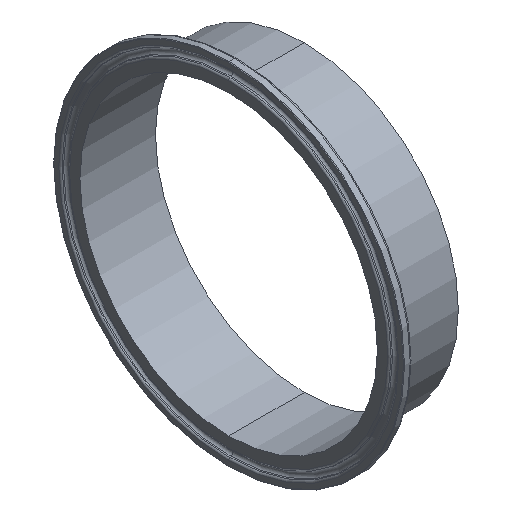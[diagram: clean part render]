
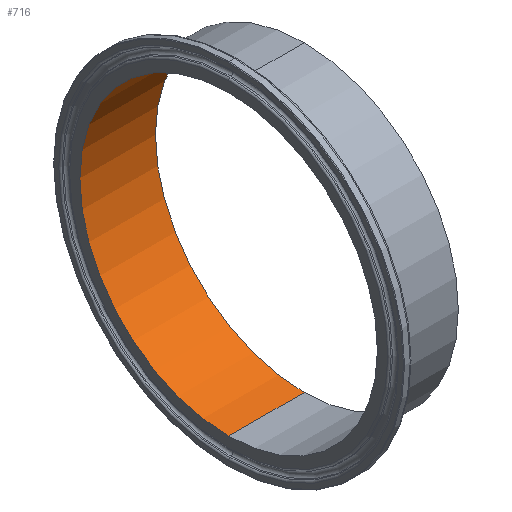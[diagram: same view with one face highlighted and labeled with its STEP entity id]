
A CAD part, isometric view. The second image highlights one B-rep face of the part: STEP entity #716.
In plain terms, the highlighted cylindrical face has radius 55.15 mm (diameter 110.3 mm), a partial arc.
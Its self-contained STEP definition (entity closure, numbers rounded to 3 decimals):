
#3 = CARTESIAN_POINT ( 'NONE',  ( 0., 0., -55.15 ) ) ;
#4 = CIRCLE ( 'NONE', #267, 55.15 ) ;
#45 = CYLINDRICAL_SURFACE ( 'NONE', #257, 55.15 ) ;
#47 = EDGE_CURVE ( 'NONE', #335, #443, #129, .T. ) ;
#52 = CARTESIAN_POINT ( 'NONE',  ( 0., 0., 0. ) ) ;
#106 = VECTOR ( 'NONE', #499, 1000. ) ;
#116 = DIRECTION ( 'NONE',  ( 0., 0., 1. ) ) ;
#117 = DIRECTION ( 'NONE',  ( 0., 0., 1. ) ) ;
#129 = CIRCLE ( 'NONE', #744, 55.15 ) ;
#135 = EDGE_CURVE ( 'NONE', #503, #443, #238, .T. ) ;
#171 = ORIENTED_EDGE ( 'NONE', *, *, #47, .T. ) ;
#189 = EDGE_CURVE ( 'NONE', #309, #503, #4, .T. ) ;
#194 = ORIENTED_EDGE ( 'NONE', *, *, #189, .F. ) ;
#203 = VECTOR ( 'NONE', #633, 1000. ) ;
#238 = LINE ( 'NONE', #390, #106 ) ;
#243 = CARTESIAN_POINT ( 'NONE',  ( 0., 0., 0. ) ) ;
#257 = AXIS2_PLACEMENT_3D ( 'NONE', #52, #289, #117 ) ;
#267 = AXIS2_PLACEMENT_3D ( 'NONE', #384, #623, #617 ) ;
#269 = EDGE_CURVE ( 'NONE', #309, #335, #282, .T. ) ;
#282 = LINE ( 'NONE', #458, #203 ) ;
#289 = DIRECTION ( 'NONE',  ( -1., 0., 0. ) ) ;
#307 = EDGE_LOOP ( 'NONE', ( #742, #194, #707, #171 ) ) ;
#309 = VERTEX_POINT ( 'NONE', #607 ) ;
#335 = VERTEX_POINT ( 'NONE', #558 ) ;
#384 = CARTESIAN_POINT ( 'NONE',  ( 28., 0., 0. ) ) ;
#390 = CARTESIAN_POINT ( 'NONE',  ( 0., 0., -55.15 ) ) ;
#443 = VERTEX_POINT ( 'NONE', #3 ) ;
#458 = CARTESIAN_POINT ( 'NONE',  ( 0., 0., 55.15 ) ) ;
#499 = DIRECTION ( 'NONE',  ( -1., 0., 0. ) ) ;
#503 = VERTEX_POINT ( 'NONE', #561 ) ;
#558 = CARTESIAN_POINT ( 'NONE',  ( 0., 0., 55.15 ) ) ;
#561 = CARTESIAN_POINT ( 'NONE',  ( 28., 0., -55.15 ) ) ;
#607 = CARTESIAN_POINT ( 'NONE',  ( 28., 0., 55.15 ) ) ;
#617 = DIRECTION ( 'NONE',  ( 0., 0., 1. ) ) ;
#623 = DIRECTION ( 'NONE',  ( -1., 0., 0. ) ) ;
#633 = DIRECTION ( 'NONE',  ( -1., 0., 0. ) ) ;
#688 = DIRECTION ( 'NONE',  ( -1., 0., 0. ) ) ;
#707 = ORIENTED_EDGE ( 'NONE', *, *, #269, .T. ) ;
#716 = ADVANCED_FACE ( 'NONE', ( #737 ), #45, .F. ) ;
#737 = FACE_OUTER_BOUND ( 'NONE', #307, .T. ) ;
#742 = ORIENTED_EDGE ( 'NONE', *, *, #135, .F. ) ;
#744 = AXIS2_PLACEMENT_3D ( 'NONE', #243, #688, #116 ) ;
